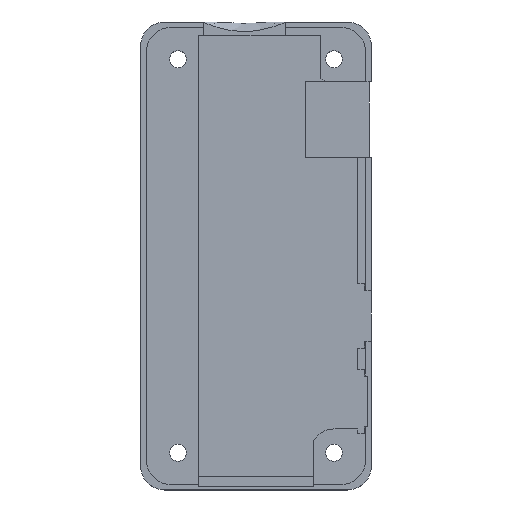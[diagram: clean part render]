
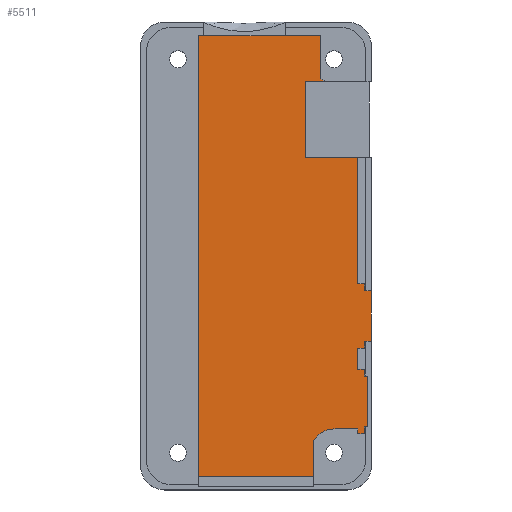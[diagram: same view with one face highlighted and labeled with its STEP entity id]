
A CAD part, top view. The second image highlights one B-rep face of the part: STEP entity #5511.
In plain terms, the highlighted planar face has unit normal (0, 0, 1).
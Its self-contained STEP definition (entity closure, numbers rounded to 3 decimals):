
#546=CIRCLE('',#5832,3.5);
#547=CIRCLE('',#5833,3.5);
#685=FACE_OUTER_BOUND('',#980,.T.);
#980=EDGE_LOOP('',(#3825,#3826,#3827,#3828,#3829,#3830,#3831,#3832,#3833,
#3834,#3835,#3836,#3837,#3838,#3839,#3840,#3841,#3842,#3843,#3844,#3845,
#3846,#3847,#3848,#3849,#3850,#3851,#3852));
#1312=LINE('',#7421,#1873);
#1316=LINE('',#7429,#1877);
#1326=LINE('',#7455,#1887);
#1333=LINE('',#7469,#1894);
#1341=LINE('',#7485,#1902);
#1343=LINE('',#7490,#1904);
#1344=LINE('',#7494,#1905);
#1345=LINE('',#7496,#1906);
#1346=LINE('',#7498,#1907);
#1347=LINE('',#7500,#1908);
#1348=LINE('',#7502,#1909);
#1349=LINE('',#7503,#1910);
#1350=LINE('',#7505,#1911);
#1351=LINE('',#7507,#1912);
#1352=LINE('',#7509,#1913);
#1353=LINE('',#7511,#1914);
#1354=LINE('',#7513,#1915);
#1355=LINE('',#7515,#1916);
#1356=LINE('',#7516,#1917);
#1357=LINE('',#7518,#1918);
#1358=LINE('',#7520,#1919);
#1359=LINE('',#7522,#1920);
#1360=LINE('',#7524,#1921);
#1361=LINE('',#7525,#1922);
#1362=LINE('',#7529,#1923);
#1363=LINE('',#7530,#1924);
#1873=VECTOR('',#6207,10.);
#1877=VECTOR('',#6213,10.);
#1887=VECTOR('',#6233,10.);
#1894=VECTOR('',#6242,1000.);
#1902=VECTOR('',#6254,1000.);
#1904=VECTOR('',#6260,10.);
#1905=VECTOR('',#6263,10.);
#1906=VECTOR('',#6264,1000.);
#1907=VECTOR('',#6265,1000.);
#1908=VECTOR('',#6266,1000.);
#1909=VECTOR('',#6267,1000.);
#1910=VECTOR('',#6268,1000.);
#1911=VECTOR('',#6269,1000.);
#1912=VECTOR('',#6270,1000.);
#1913=VECTOR('',#6271,10.);
#1914=VECTOR('',#6272,1000.);
#1915=VECTOR('',#6273,1000.);
#1916=VECTOR('',#6274,1000.);
#1917=VECTOR('',#6275,1000.);
#1918=VECTOR('',#6276,1000.);
#1919=VECTOR('',#6277,1000.);
#1920=VECTOR('',#6278,10.);
#1921=VECTOR('',#6279,10.);
#1922=VECTOR('',#6280,10.);
#1923=VECTOR('',#6283,10.);
#1924=VECTOR('',#6284,10.);
#2434=VERTEX_POINT('',#7418);
#2435=VERTEX_POINT('',#7420);
#2437=VERTEX_POINT('',#7426);
#2438=VERTEX_POINT('',#7428);
#2448=VERTEX_POINT('',#7452);
#2449=VERTEX_POINT('',#7454);
#2454=VERTEX_POINT('',#7466);
#2455=VERTEX_POINT('',#7468);
#2460=VERTEX_POINT('',#7482);
#2461=VERTEX_POINT('',#7484);
#2463=VERTEX_POINT('',#7491);
#2464=VERTEX_POINT('',#7493);
#2465=VERTEX_POINT('',#7495);
#2466=VERTEX_POINT('',#7497);
#2467=VERTEX_POINT('',#7499);
#2468=VERTEX_POINT('',#7501);
#2469=VERTEX_POINT('',#7504);
#2470=VERTEX_POINT('',#7506);
#2471=VERTEX_POINT('',#7508);
#2472=VERTEX_POINT('',#7510);
#2473=VERTEX_POINT('',#7512);
#2474=VERTEX_POINT('',#7514);
#2475=VERTEX_POINT('',#7517);
#2476=VERTEX_POINT('',#7519);
#2477=VERTEX_POINT('',#7521);
#2478=VERTEX_POINT('',#7523);
#2479=VERTEX_POINT('',#7526);
#2480=VERTEX_POINT('',#7528);
#2966=EDGE_CURVE('',#2435,#2434,#1312,.T.);
#2970=EDGE_CURVE('',#2438,#2437,#1316,.T.);
#2983=EDGE_CURVE('',#2448,#2449,#1326,.T.);
#2990=EDGE_CURVE('',#2454,#2455,#1333,.T.);
#2998=EDGE_CURVE('',#2460,#2461,#1341,.T.);
#3001=EDGE_CURVE('',#2449,#2434,#1343,.T.);
#3002=EDGE_CURVE('',#2463,#2448,#546,.T.);
#3003=EDGE_CURVE('',#2464,#2463,#1344,.T.);
#3004=EDGE_CURVE('',#2465,#2464,#1345,.T.);
#3005=EDGE_CURVE('',#2465,#2466,#1346,.T.);
#3006=EDGE_CURVE('',#2466,#2467,#1347,.T.);
#3007=EDGE_CURVE('',#2467,#2468,#1348,.T.);
#3008=EDGE_CURVE('',#2468,#2455,#1349,.T.);
#3009=EDGE_CURVE('',#2469,#2454,#1350,.T.);
#3010=EDGE_CURVE('',#2470,#2469,#1351,.T.);
#3011=EDGE_CURVE('',#2471,#2470,#1352,.T.);
#3012=EDGE_CURVE('',#2471,#2472,#1353,.T.);
#3013=EDGE_CURVE('',#2472,#2473,#1354,.T.);
#3014=EDGE_CURVE('',#2473,#2474,#1355,.T.);
#3015=EDGE_CURVE('',#2461,#2474,#1356,.F.);
#3016=EDGE_CURVE('',#2475,#2460,#1357,.T.);
#3017=EDGE_CURVE('',#2476,#2475,#1358,.T.);
#3018=EDGE_CURVE('',#2477,#2476,#1359,.T.);
#3019=EDGE_CURVE('',#2477,#2478,#1360,.T.);
#3020=EDGE_CURVE('',#2478,#2438,#1361,.T.);
#3021=EDGE_CURVE('',#2479,#2437,#547,.T.);
#3022=EDGE_CURVE('',#2480,#2479,#1362,.T.);
#3023=EDGE_CURVE('',#2435,#2480,#1363,.T.);
#3825=ORIENTED_EDGE('',*,*,#3001,.F.);
#3826=ORIENTED_EDGE('',*,*,#2983,.F.);
#3827=ORIENTED_EDGE('',*,*,#3002,.F.);
#3828=ORIENTED_EDGE('',*,*,#3003,.F.);
#3829=ORIENTED_EDGE('',*,*,#3004,.F.);
#3830=ORIENTED_EDGE('',*,*,#3005,.T.);
#3831=ORIENTED_EDGE('',*,*,#3006,.T.);
#3832=ORIENTED_EDGE('',*,*,#3007,.T.);
#3833=ORIENTED_EDGE('',*,*,#3008,.T.);
#3834=ORIENTED_EDGE('',*,*,#2990,.F.);
#3835=ORIENTED_EDGE('',*,*,#3009,.F.);
#3836=ORIENTED_EDGE('',*,*,#3010,.F.);
#3837=ORIENTED_EDGE('',*,*,#3011,.F.);
#3838=ORIENTED_EDGE('',*,*,#3012,.T.);
#3839=ORIENTED_EDGE('',*,*,#3013,.T.);
#3840=ORIENTED_EDGE('',*,*,#3014,.T.);
#3841=ORIENTED_EDGE('',*,*,#3015,.F.);
#3842=ORIENTED_EDGE('',*,*,#2998,.F.);
#3843=ORIENTED_EDGE('',*,*,#3016,.F.);
#3844=ORIENTED_EDGE('',*,*,#3017,.F.);
#3845=ORIENTED_EDGE('',*,*,#3018,.F.);
#3846=ORIENTED_EDGE('',*,*,#3019,.T.);
#3847=ORIENTED_EDGE('',*,*,#3020,.T.);
#3848=ORIENTED_EDGE('',*,*,#2970,.T.);
#3849=ORIENTED_EDGE('',*,*,#3021,.F.);
#3850=ORIENTED_EDGE('',*,*,#3022,.F.);
#3851=ORIENTED_EDGE('',*,*,#3023,.F.);
#3852=ORIENTED_EDGE('',*,*,#2966,.T.);
#5327=PLANE('',#5831);
#5511=ADVANCED_FACE('',(#685),#5327,.T.);
#5831=AXIS2_PLACEMENT_3D('',#7489,#6258,#6259);
#5832=AXIS2_PLACEMENT_3D('',#7492,#6261,#6262);
#5833=AXIS2_PLACEMENT_3D('',#7527,#6281,#6282);
#6207=DIRECTION('',(0.,-1.,0.));
#6213=DIRECTION('',(1.,0.,0.));
#6233=DIRECTION('',(0.,-1.,0.));
#6242=DIRECTION('',(1.,0.,0.));
#6254=DIRECTION('',(1.,0.,0.));
#6258=DIRECTION('center_axis',(0.,0.,1.));
#6259=DIRECTION('ref_axis',(1.,0.,0.));
#6260=DIRECTION('',(-1.,0.,0.));
#6261=DIRECTION('center_axis',(0.,0.,1.));
#6262=DIRECTION('ref_axis',(1.,0.,0.));
#6263=DIRECTION('',(-1.,0.,0.));
#6264=DIRECTION('',(0.,1.,0.));
#6265=DIRECTION('',(1.,0.,0.));
#6266=DIRECTION('',(0.,1.,0.));
#6267=DIRECTION('',(1.,0.,0.));
#6268=DIRECTION('',(0.,1.,0.));
#6269=DIRECTION('',(0.,-1.,0.));
#6270=DIRECTION('',(1.,0.,0.));
#6271=DIRECTION('',(0.,-1.,0.));
#6272=DIRECTION('',(1.,0.,0.));
#6273=DIRECTION('',(0.,1.,0.));
#6274=DIRECTION('',(1.,0.,0.));
#6275=DIRECTION('',(0.,1.,0.));
#6276=DIRECTION('',(0.,-1.,0.));
#6277=DIRECTION('',(1.,0.,0.));
#6278=DIRECTION('',(0.,-1.,0.));
#6279=DIRECTION('',(-1.,0.,0.));
#6280=DIRECTION('',(0.,1.,0.));
#6281=DIRECTION('center_axis',(0.,0.,1.));
#6282=DIRECTION('ref_axis',(1.,0.,0.));
#6283=DIRECTION('',(0.,-1.,0.));
#6284=DIRECTION('',(1.,0.,0.));
#7418=CARTESIAN_POINT('',(-8.5,-32.5,1.8));
#7420=CARTESIAN_POINT('',(-8.5,32.5,1.8));
#7421=CARTESIAN_POINT('',(-8.5,-12.75,1.8));
#7426=CARTESIAN_POINT('',(10.334,25.7,1.8));
#7428=CARTESIAN_POINT('',(7.232,25.7,1.8));
#7429=CARTESIAN_POINT('',(16.732,25.7,1.8));
#7452=CARTESIAN_POINT('',(8.5,-27.197,1.8));
#7454=CARTESIAN_POINT('',(8.5,-32.5,1.8));
#7455=CARTESIAN_POINT('',(8.5,-15.375,1.8));
#7466=CARTESIAN_POINT('',(15.995,-17.7,1.8));
#7468=CARTESIAN_POINT('',(16.5,-17.7,1.8));
#7469=CARTESIAN_POINT('',(16.023,-17.7,1.8));
#7482=CARTESIAN_POINT('',(15.995,-5.1,1.8));
#7484=CARTESIAN_POINT('',(16.99,-5.1,1.8));
#7485=CARTESIAN_POINT('',(16.023,-5.1,1.8));
#7489=CARTESIAN_POINT('Origin',(0.,0.,1.8));
#7490=CARTESIAN_POINT('',(-8.,-32.5,1.8));
#7491=CARTESIAN_POINT('',(11.5,-25.5,1.8));
#7492=CARTESIAN_POINT('Origin',(11.5,-29.,1.8));
#7493=CARTESIAN_POINT('',(15.,-25.5,1.8));
#7494=CARTESIAN_POINT('',(7.375,-25.5,1.8));
#7495=CARTESIAN_POINT('',(15.,-26.2,1.8));
#7496=CARTESIAN_POINT('',(15.,-26.2,1.8));
#7497=CARTESIAN_POINT('',(15.995,-26.2,1.8));
#7498=CARTESIAN_POINT('',(16.023,-26.2,1.8));
#7499=CARTESIAN_POINT('',(15.995,-25.2,1.8));
#7500=CARTESIAN_POINT('',(15.995,-26.2,1.8));
#7501=CARTESIAN_POINT('',(16.5,-25.2,1.8));
#7502=CARTESIAN_POINT('',(16.023,-25.2,1.8));
#7503=CARTESIAN_POINT('',(16.5,0.,1.8));
#7504=CARTESIAN_POINT('',(15.995,-16.7,1.8));
#7505=CARTESIAN_POINT('',(15.995,-16.7,1.8));
#7506=CARTESIAN_POINT('',(15.,-16.7,1.8));
#7507=CARTESIAN_POINT('',(16.023,-16.7,1.8));
#7508=CARTESIAN_POINT('',(15.,-13.6,1.8));
#7509=CARTESIAN_POINT('',(15.,0.,1.8));
#7510=CARTESIAN_POINT('',(15.995,-13.6,1.8));
#7511=CARTESIAN_POINT('',(16.023,-13.6,1.8));
#7512=CARTESIAN_POINT('',(15.995,-12.6,1.8));
#7513=CARTESIAN_POINT('',(15.995,-13.6,1.8));
#7514=CARTESIAN_POINT('',(16.99,-12.6,1.8));
#7515=CARTESIAN_POINT('',(16.023,-12.6,1.8));
#7516=CARTESIAN_POINT('',(16.99,0.,1.8));
#7517=CARTESIAN_POINT('',(15.995,-4.1,1.8));
#7518=CARTESIAN_POINT('',(15.995,-4.1,1.8));
#7519=CARTESIAN_POINT('',(15.,-4.1,1.8));
#7520=CARTESIAN_POINT('',(16.023,-4.1,1.8));
#7521=CARTESIAN_POINT('',(15.,14.5,1.8));
#7522=CARTESIAN_POINT('',(15.,0.,1.8));
#7523=CARTESIAN_POINT('',(7.232,14.5,1.8));
#7524=CARTESIAN_POINT('',(7.232,14.5,1.8));
#7525=CARTESIAN_POINT('',(7.232,25.7,1.8));
#7526=CARTESIAN_POINT('',(9.5,26.128,1.8));
#7527=CARTESIAN_POINT('Origin',(11.5,29.,1.8));
#7528=CARTESIAN_POINT('',(9.5,32.5,1.8));
#7529=CARTESIAN_POINT('',(9.5,15.375,1.8));
#7530=CARTESIAN_POINT('',(0.75,32.5,1.8));
